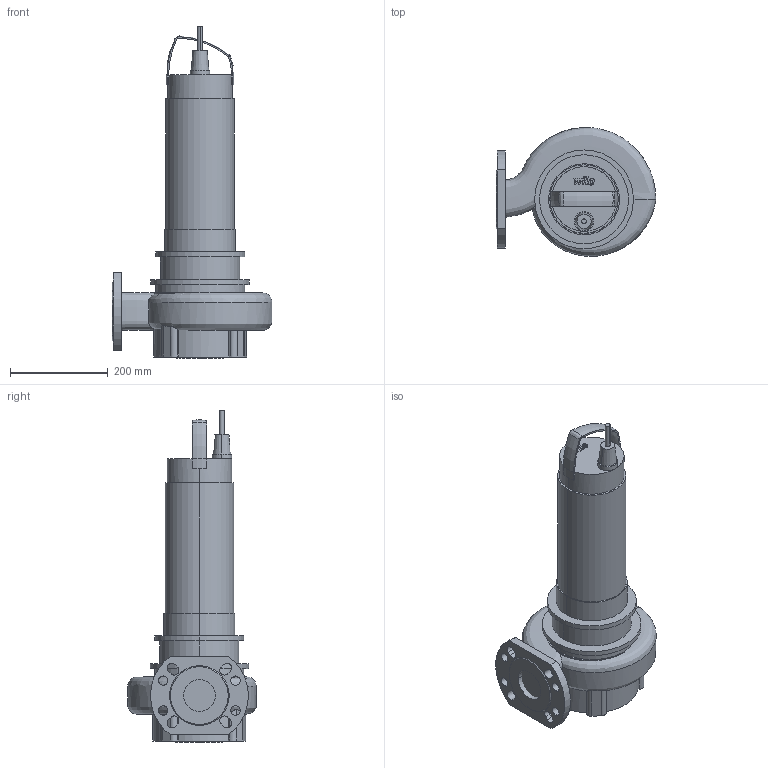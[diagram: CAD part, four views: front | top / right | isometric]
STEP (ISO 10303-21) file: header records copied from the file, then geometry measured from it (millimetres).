
FILE_DESCRIPTION((''),'2;1');
FILE_NAME('3d_REXA-FIT-V06DA-626_EAD1-4-T0025-540-O-6064716.stp','2016-08-24T10:00:43',(''),(''),'Mechanical Desktop 2009','Mechanical Desktop 2009',', , ');
FILE_SCHEMA(('CONFIG_CONTROL_DESIGN'));
Length unit declared in the file: millimetre
Products named in the file (1): Product
Bounding box: 327 x 263.75 x 679 mm (x, y, z)
Volume: 14059382.1 mm3; surface area: 566124.4 mm2
Topology: 8 solids, 8 shells, 172 faces, 458 edges, 308 vertices
Faces by surface type: bspline 70, cylinder 51, plane 45, cone 4, torus 2
Entity records: 10533 total; most frequent: CARTESIAN_POINT 6366, ORIENTED_EDGE 916, DIRECTION 716, EDGE_CURVE 458, VERTEX_POINT 308, AXIS2_PLACEMENT_3D 250, VECTOR 216, LINE 216
